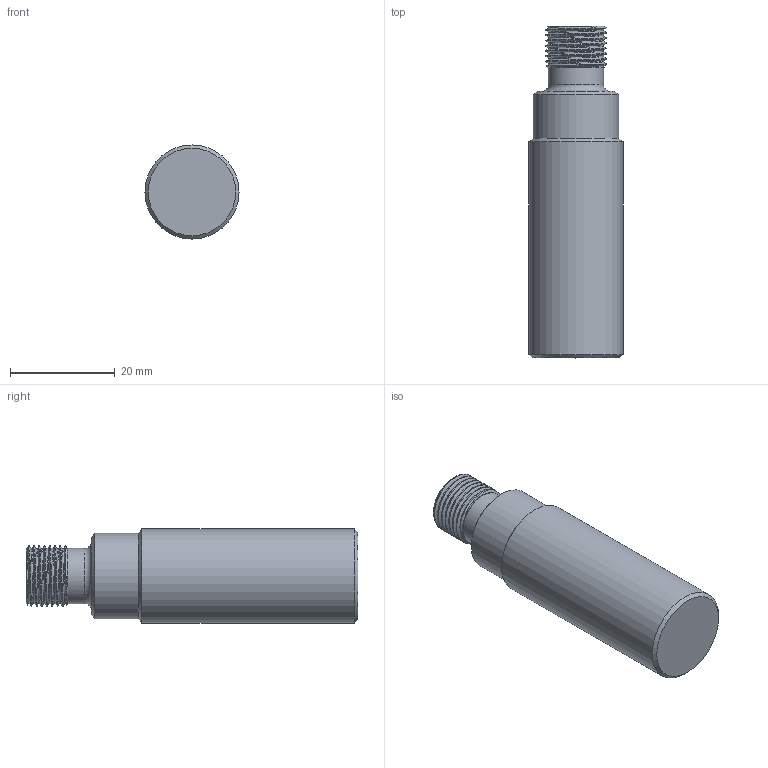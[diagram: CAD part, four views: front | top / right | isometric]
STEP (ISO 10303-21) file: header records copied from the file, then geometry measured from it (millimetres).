
FILE_DESCRIPTION (( 'STEP AP214' ), '1' );
FILE_NAME ('C18E-0P-1E.STEP', '2018-04-18T19:41:15', ( '' ), ( '' ), 'SwSTEP 2.0', 'SolidWorks 2017', '' );
FILE_SCHEMA (( 'AUTOMOTIVE_DESIGN' ));
Length unit declared in the file: inch
Products named in the file (1): C18E-0P-1E
Bounding box: 18 x 63.5 x 18 mm (x, y, z)
Volume: 13258.3 mm3; surface area: 4195.6 mm2
Topology: 1 solids, 1 shells, 33 faces, 87 edges, 54 vertices
Faces by surface type: cylinder 12, plane 7, cone 5, sphere 5, bspline 3, torus 1
Full cylindrical faces by diameter (mm): 1.008 x4, 8.499 x1, 10.551 x1, 16.401 x1, 18.001 x1
Entity records: 2474 total; most frequent: CARTESIAN_POINT 1834, DIRECTION 125, ORIENTED_EDGE 100, AXIS2_PLACEMENT_3D 58, EDGE_LOOP 53, EDGE_CURVE 50, FACE_OUTER_BOUND 42, VERTEX_POINT 39
